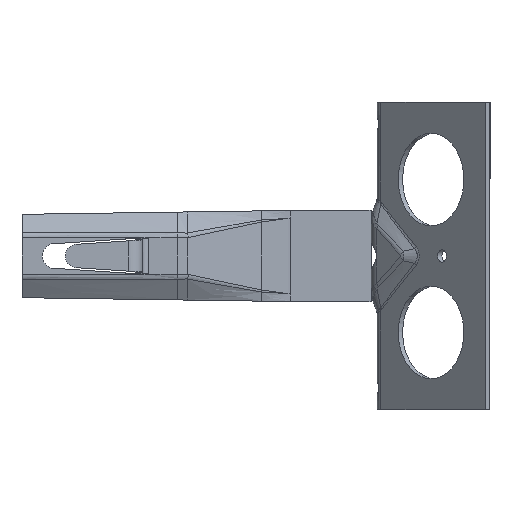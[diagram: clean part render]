
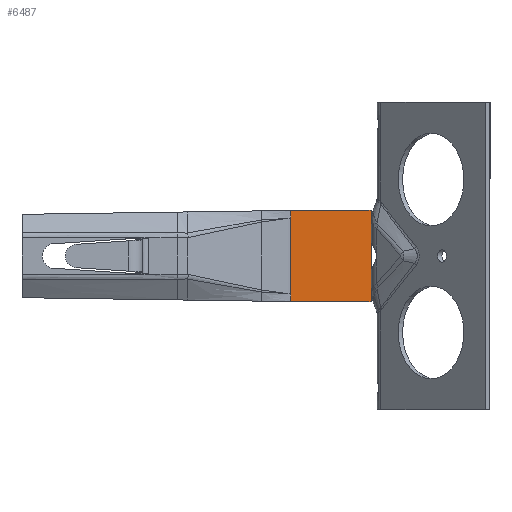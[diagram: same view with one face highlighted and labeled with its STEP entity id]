
A CAD part, left-side view. The second image highlights one B-rep face of the part: STEP entity #6487.
In plain terms, the highlighted face is planar.
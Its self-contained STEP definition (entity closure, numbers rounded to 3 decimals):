
#2 = VECTOR ( 'NONE', #13675, 1000. ) ;
#138 = CARTESIAN_POINT ( 'NONE',  ( 25.98, 2., 14.75 ) ) ;
#891 = FACE_OUTER_BOUND ( 'NONE', #3426, .T. ) ;
#1084 = DIRECTION ( 'NONE',  ( 0., 0., 1. ) ) ;
#1194 = CARTESIAN_POINT ( 'NONE',  ( 0., 2., 0. ) ) ;
#1431 = DIRECTION ( 'NONE',  ( 0., 0., -1. ) ) ;
#1665 = EDGE_CURVE ( 'NONE', #5508, #10638, #14788, .T. ) ;
#3115 = EDGE_CURVE ( 'NONE', #6459, #14910, #3662, .T. ) ;
#3184 = CARTESIAN_POINT ( 'NONE',  ( 25.98, 2., -12.25 ) ) ;
#3426 = EDGE_LOOP ( 'NONE', ( #14063, #13715, #19210, #19046, #4255, #13601 ) ) ;
#3662 = LINE ( 'NONE', #10991, #17949 ) ;
#4255 = ORIENTED_EDGE ( 'NONE', *, *, #3115, .T. ) ;
#4273 = VERTEX_POINT ( 'NONE', #3184 ) ;
#4894 = CARTESIAN_POINT ( 'NONE',  ( 25.98, 2., 12.25 ) ) ;
#5508 = VERTEX_POINT ( 'NONE', #138 ) ;
#5627 = EDGE_CURVE ( 'NONE', #4273, #17258, #8846, .T. ) ;
#6386 = AXIS2_PLACEMENT_3D ( 'NONE', #1194, #17244, #11346 ) ;
#6459 = VERTEX_POINT ( 'NONE', #10186 ) ;
#6487 = ADVANCED_FACE ( 'NONE', ( #891 ), #11446, .F. ) ;
#6962 = DIRECTION ( 'NONE',  ( 0., 0., -1. ) ) ;
#7030 = DIRECTION ( 'NONE',  ( 1., 0., 0. ) ) ;
#7231 = CARTESIAN_POINT ( 'NONE',  ( 25.98, 2., -12.25 ) ) ;
#8696 = LINE ( 'NONE', #7231, #17301 ) ;
#8846 = LINE ( 'NONE', #14826, #17009 ) ;
#9058 = CARTESIAN_POINT ( 'NONE',  ( 25.98, 2., -14.75 ) ) ;
#9316 = CARTESIAN_POINT ( 'NONE',  ( 0., 2., 14.75 ) ) ;
#9372 = LINE ( 'NONE', #10646, #2 ) ;
#10096 = CARTESIAN_POINT ( 'NONE',  ( 25.98, 2., 14.75 ) ) ;
#10186 = CARTESIAN_POINT ( 'NONE',  ( 0., 2., -14.75 ) ) ;
#10638 = VERTEX_POINT ( 'NONE', #4894 ) ;
#10646 = CARTESIAN_POINT ( 'NONE',  ( 0., 2., -14.75 ) ) ;
#10832 = EDGE_CURVE ( 'NONE', #4273, #10638, #8696, .T. ) ;
#10991 = CARTESIAN_POINT ( 'NONE',  ( 0., 2., 14.75 ) ) ;
#11278 = DIRECTION ( 'NONE',  ( 0., 0., 1. ) ) ;
#11346 = DIRECTION ( 'NONE',  ( 0., 0., -1. ) ) ;
#11446 = PLANE ( 'NONE',  #6386 ) ;
#13601 = ORIENTED_EDGE ( 'NONE', *, *, #14729, .T. ) ;
#13675 = DIRECTION ( 'NONE',  ( -1., 0., 0. ) ) ;
#13708 = EDGE_CURVE ( 'NONE', #17258, #6459, #9372, .T. ) ;
#13715 = ORIENTED_EDGE ( 'NONE', *, *, #10832, .F. ) ;
#14063 = ORIENTED_EDGE ( 'NONE', *, *, #1665, .T. ) ;
#14729 = EDGE_CURVE ( 'NONE', #14910, #5508, #15840, .T. ) ;
#14788 = LINE ( 'NONE', #10096, #14812 ) ;
#14812 = VECTOR ( 'NONE', #6962, 1000. ) ;
#14826 = CARTESIAN_POINT ( 'NONE',  ( 25.98, 2., 14.75 ) ) ;
#14910 = VERTEX_POINT ( 'NONE', #9316 ) ;
#15742 = CARTESIAN_POINT ( 'NONE',  ( 0., 2., 14.75 ) ) ;
#15840 = LINE ( 'NONE', #15742, #16581 ) ;
#16581 = VECTOR ( 'NONE', #7030, 1000. ) ;
#17009 = VECTOR ( 'NONE', #1431, 1000. ) ;
#17244 = DIRECTION ( 'NONE',  ( 0., -1., 0. ) ) ;
#17258 = VERTEX_POINT ( 'NONE', #9058 ) ;
#17301 = VECTOR ( 'NONE', #1084, 1000. ) ;
#17949 = VECTOR ( 'NONE', #11278, 1000. ) ;
#19046 = ORIENTED_EDGE ( 'NONE', *, *, #13708, .T. ) ;
#19210 = ORIENTED_EDGE ( 'NONE', *, *, #5627, .T. ) ;
